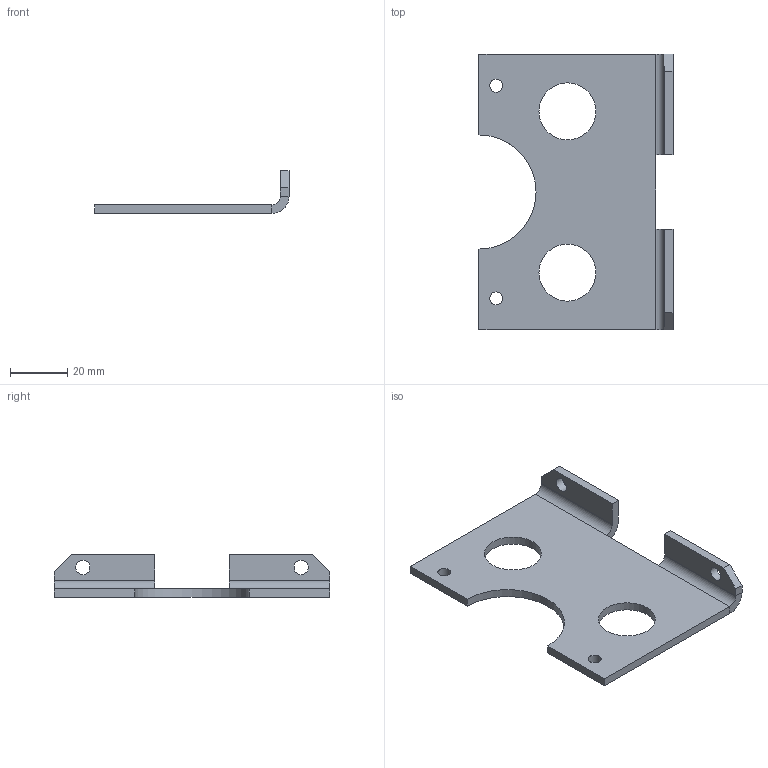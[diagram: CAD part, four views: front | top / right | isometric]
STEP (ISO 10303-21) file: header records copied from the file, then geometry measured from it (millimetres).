
FILE_DESCRIPTION(/* description */ (''),/* implementation_level */ '2;1');
FILE_NAME(/* name */ 'RR-PCSS-2021-WN2M1.stp',/* time_stamp */ '2021-10-25T15:50:41+02:00',/* author */ ('marci'),/* organization */ (''),/* preprocessor_version */ 'ST-DEVELOPER v18.1',/* originating_system */ 'Autodesk Inventor 2021',/* authorisation */ '');
FILE_SCHEMA (('AUTOMOTIVE_DESIGN { 1 0 10303 214 3 1 1 }'));
Length unit declared in the file: millimetre
Products named in the file (1): RR-PCSS-2021-WN2M1
Bounding box: 68 x 96.5 x 15 mm (x, y, z)
Volume: 17256.4 mm3; surface area: 13251.5 mm2
Topology: 1 solids, 1 shells, 32 faces, 80 edges, 50 vertices
Faces by surface type: plane 21, cylinder 11
Full cylindrical faces by diameter (mm): 4.5 x2, 5 x2, 20 x2
Entity records: 1013 total; most frequent: DIRECTION 170, CARTESIAN_POINT 163, ORIENTED_EDGE 160, EDGE_CURVE 80, AXIS2_PLACEMENT_3D 57, LINE 56, VECTOR 56, VERTEX_POINT 50
